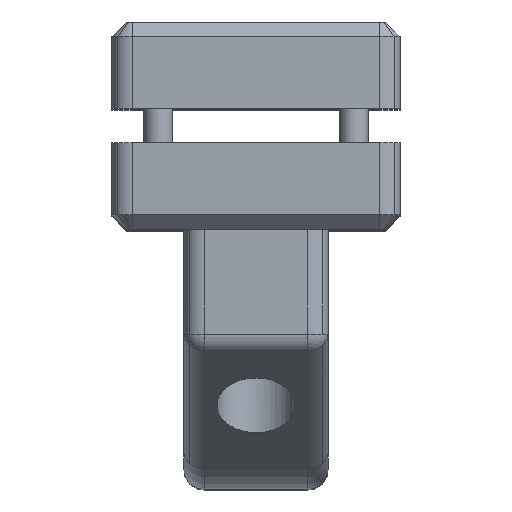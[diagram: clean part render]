
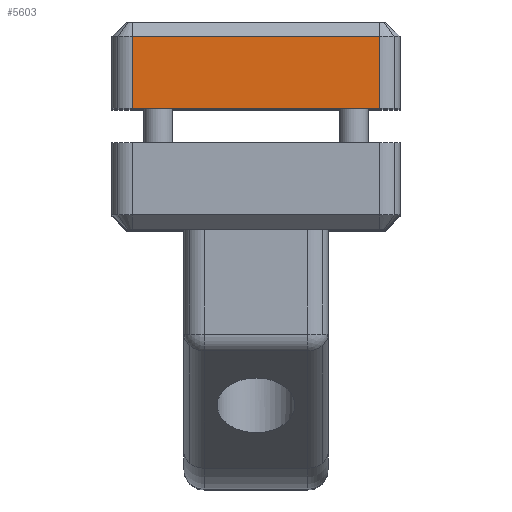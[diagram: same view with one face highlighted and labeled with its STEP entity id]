
A CAD part, top view. The second image highlights one B-rep face of the part: STEP entity #5603.
In plain terms, the highlighted planar face has unit normal (0, 0, 1).
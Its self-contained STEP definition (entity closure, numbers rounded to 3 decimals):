
#5145=CARTESIAN_POINT('',(-21.5,0.,190.0));
#5146=VERTEX_POINT('',#5145);
#5154=CARTESIAN_POINT('',(-21.5,12.5,190.0));
#5155=VERTEX_POINT('',#5154);
#5156=CARTESIAN_POINT('',(-21.5,0.,190.0));
#5157=DIRECTION('',(0.0,1.0,0.0));
#5158=VECTOR('',#5157,12.5);
#5159=LINE('',#5156,#5158);
#5160=EDGE_CURVE('',#5146,#5155,#5159,.T.);
#5276=CARTESIAN_POINT('',(21.5,12.5,190.0));
#5277=VERTEX_POINT('',#5276);
#5459=CARTESIAN_POINT('',(-21.5,12.5,190.0));
#5460=DIRECTION('',(1.0,0.0,0.0));
#5461=VECTOR('',#5460,43.);
#5462=LINE('',#5459,#5461);
#5463=EDGE_CURVE('',#5155,#5277,#5462,.T.);
#5569=CARTESIAN_POINT('',(21.5,0.,190.0));
#5570=VERTEX_POINT('',#5569);
#5571=CARTESIAN_POINT('',(21.5,12.5,190.0));
#5572=DIRECTION('',(0.0,-1.0,0.0));
#5573=VECTOR('',#5572,12.5);
#5574=LINE('',#5571,#5573);
#5575=EDGE_CURVE('',#5277,#5570,#5574,.T.);
#5587=CARTESIAN_POINT('',(-23.65,13.125,190.0));
#5588=DIRECTION('',(0.0,0.0,1.0));
#5589=DIRECTION('',(0.0,-1.0,0.0));
#5590=AXIS2_PLACEMENT_3D('',#5587,#5588,#5589);
#5591=PLANE('',#5590);
#5592=ORIENTED_EDGE('',*,*,#5463,.F.);
#5593=ORIENTED_EDGE('',*,*,#5160,.F.);
#5594=CARTESIAN_POINT('',(21.5,0.,190.0));
#5595=DIRECTION('',(-1.0,0.0,0.0));
#5596=VECTOR('',#5595,43.);
#5597=LINE('',#5594,#5596);
#5598=EDGE_CURVE('',#5570,#5146,#5597,.T.);
#5599=ORIENTED_EDGE('',*,*,#5598,.F.);
#5600=ORIENTED_EDGE('',*,*,#5575,.F.);
#5601=EDGE_LOOP('',(#5592,#5593,#5599,#5600));
#5602=FACE_OUTER_BOUND('',#5601,.T.);
#5603=ADVANCED_FACE('',(#5602),#5591,.T.);
